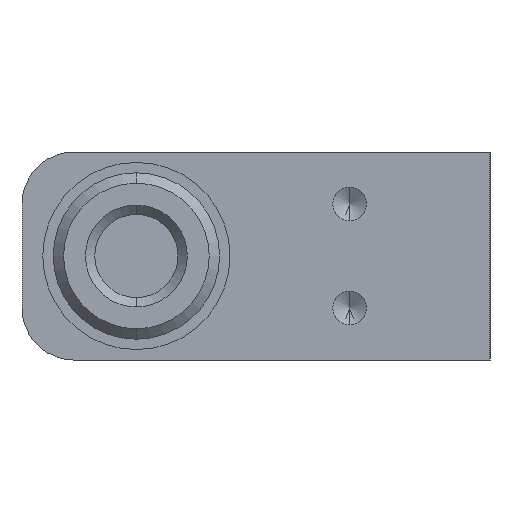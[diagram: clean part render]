
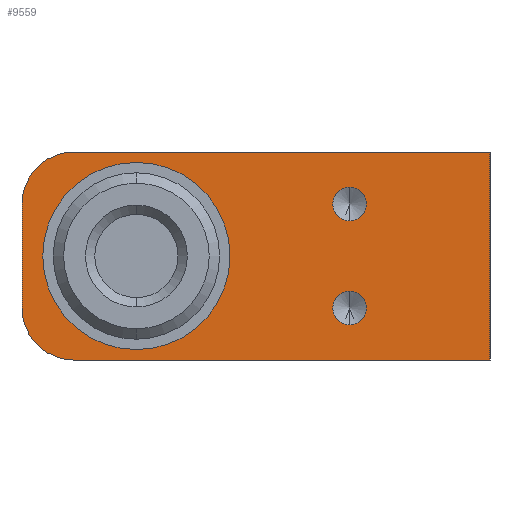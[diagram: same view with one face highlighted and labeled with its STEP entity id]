
A CAD part, left-side view. The second image highlights one B-rep face of the part: STEP entity #9559.
In plain terms, the highlighted planar face has unit normal (-1, 0, 0).
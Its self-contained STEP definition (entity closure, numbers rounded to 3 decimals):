
#3479=VERTEX_POINT('',#10308);
#3937=VERTEX_POINT('',#10825);
#3945=EDGE_CURVE('',#3937,#4553,#10833,.T.);
#4091=VERTEX_POINT('',#10995);
#4207=EDGE_CURVE('',#4553,#3937,#11127,.T.);
#4553=VERTEX_POINT('',#11503);
#4991=VERTEX_POINT('',#11977);
#5001=EDGE_CURVE('',#7995,#8127,#11990,.T.);
#5459=EDGE_CURVE('',#4091,#8941,#12482,.T.);
#5553=VERTEX_POINT('',#12590);
#5695=EDGE_CURVE('',#5553,#3479,#12743,.T.);
#6201=EDGE_CURVE('',#6459,#8749,#13301,.T.);
#6459=VERTEX_POINT('',#13605);
#7299=EDGE_CURVE('',#4991,#4091,#14506,.T.);
#7631=EDGE_CURVE('',#8941,#6459,#14883,.T.);
#7889=EDGE_CURVE('',#9265,#4991,#15169,.T.);
#7995=VERTEX_POINT('',#15287);
#8127=VERTEX_POINT('',#15443);
#8533=EDGE_CURVE('',#8127,#7995,#15885,.T.);
#8619=EDGE_CURVE('',#3479,#5553,#15984,.T.);
#8749=VERTEX_POINT('',#16127);
#8941=VERTEX_POINT('',#16332);
#9265=VERTEX_POINT('',#16687);
#9447=EDGE_CURVE('',#8749,#9265,#16887,.T.);
#9559=ADVANCED_FACE('',(#17011,#17012,#17013,#17014),#17015,.T.);
#10308=CARTESIAN_POINT('',(-158.0,-20.5,6.62));
#10825=CARTESIAN_POINT('',(-158.0,-20.5,13.38));
#10833=CIRCLE('',#18576,1.62);
#10995=CARTESIAN_POINT('',(-158.0,11.0,15.0));
#11127=CIRCLE('',#18972,1.62);
#11503=CARTESIAN_POINT('',(-158.0,-20.5,16.62));
#11977=CARTESIAN_POINT('',(-158.0,6.0,20.0));
#11990=CIRCLE('',#20141,9.0);
#12482=LINE('',#20842,#20843);
#12590=CARTESIAN_POINT('',(-158.0,-20.5,3.38));
#12743=CIRCLE('',#21188,1.62);
#13301=LINE('',#21992,#21993);
#13605=CARTESIAN_POINT('',(-158.0,6.0,0.0));
#14506=CIRCLE('',#23711,5.0);
#14883=CIRCLE('',#24245,5.0);
#15169=LINE('',#24643,#24644);
#15287=CARTESIAN_POINT('',(-158.0,0.0,1.0));
#15443=CARTESIAN_POINT('',(-158.0,0.,19.0));
#15885=CIRCLE('',#25621,9.0);
#15984=CIRCLE('',#25759,1.62);
#16127=CARTESIAN_POINT('',(-158.0,-34.0,0.0));
#16332=CARTESIAN_POINT('',(-158.0,11.0,5.0));
#16687=CARTESIAN_POINT('',(-158.0,-34.0,20.0));
#16887=LINE('',#27069,#27070);
#17011=FACE_BOUND('',#27247,.T.);
#17012=FACE_BOUND('',#27248,.T.);
#17013=FACE_BOUND('',#27249,.T.);
#17014=FACE_OUTER_BOUND('',#27250,.T.);
#17015=PLANE('',#27251);
#18576=AXIS2_PLACEMENT_3D('',#29062,#29063,#29064);
#18972=AXIS2_PLACEMENT_3D('',#29393,#29394,#29395);
#20141=AXIS2_PLACEMENT_3D('',#30263,#30264,#30265);
#20842=CARTESIAN_POINT('',(-158.0,11.0,15.0));
#20843=VECTOR('',#30826,1.0);
#21188=AXIS2_PLACEMENT_3D('',#31130,#31131,#31132);
#21992=CARTESIAN_POINT('',(-158.0,6.0,0.0));
#21993=VECTOR('',#31761,1.0);
#23711=AXIS2_PLACEMENT_3D('',#33045,#33046,#33047);
#24245=AXIS2_PLACEMENT_3D('',#33527,#33528,#33529);
#24643=CARTESIAN_POINT('',(-158.0,-34.0,20.0));
#24644=VECTOR('',#33866,1.0);
#25621=AXIS2_PLACEMENT_3D('',#34841,#34842,#34843);
#25759=AXIS2_PLACEMENT_3D('',#34978,#34979,#34980);
#27069=CARTESIAN_POINT('',(-158.0,-34.0,0.0));
#27070=VECTOR('',#35978,1.0);
#27247=EDGE_LOOP('',(#36129,#36130));
#27248=EDGE_LOOP('',(#36131,#36132));
#27249=EDGE_LOOP('',(#36133,#36134));
#27250=EDGE_LOOP('',(#36135,#36136,#36137,#36138,#36139,#36140));
#27251=AXIS2_PLACEMENT_3D('',#36141,#36142,#36143);
#29062=CARTESIAN_POINT('',(-158.0,-20.5,15.0));
#29063=DIRECTION('',(1.0,-0.0,0.0));
#29064=DIRECTION('',(0.0,0.0,-1.0));
#29393=CARTESIAN_POINT('',(-158.0,-20.5,15.0));
#29394=DIRECTION('',(1.0,-0.0,0.0));
#29395=DIRECTION('',(0.0,0.0,-1.0));
#30263=CARTESIAN_POINT('',(-158.0,0.0,10.0));
#30264=DIRECTION('',(1.0,-0.0,0.0));
#30265=DIRECTION('',(0.0,0.0,-1.0));
#30826=DIRECTION('',(0.0,0.0,-1.0));
#31130=CARTESIAN_POINT('',(-158.0,-20.5,5.0));
#31131=DIRECTION('',(1.0,-0.0,0.0));
#31132=DIRECTION('',(0.0,0.0,-1.0));
#31761=DIRECTION('',(0.0,-1.0,0.0));
#33045=CARTESIAN_POINT('',(-158.0,6.0,15.0));
#33046=DIRECTION('',(-1.0,0.0,0.0));
#33047=DIRECTION('',(0.0,0.,1.0));
#33527=CARTESIAN_POINT('',(-158.0,6.0,5.0));
#33528=DIRECTION('',(-1.0,0.0,0.0));
#33529=DIRECTION('',(0.0,1.0,0.));
#33866=DIRECTION('',(0.0,1.0,0.0));
#34841=CARTESIAN_POINT('',(-158.0,0.0,10.0));
#34842=DIRECTION('',(1.0,-0.0,0.0));
#34843=DIRECTION('',(0.0,0.0,-1.0));
#34978=CARTESIAN_POINT('',(-158.0,-20.5,5.0));
#34979=DIRECTION('',(1.0,-0.0,0.0));
#34980=DIRECTION('',(0.0,0.0,-1.0));
#35978=DIRECTION('',(0.0,0.0,1.0));
#36129=ORIENTED_EDGE('',*,*,#5001,.T.);
#36130=ORIENTED_EDGE('',*,*,#8533,.T.);
#36131=ORIENTED_EDGE('',*,*,#3945,.T.);
#36132=ORIENTED_EDGE('',*,*,#4207,.T.);
#36133=ORIENTED_EDGE('',*,*,#5695,.T.);
#36134=ORIENTED_EDGE('',*,*,#8619,.T.);
#36135=ORIENTED_EDGE('',*,*,#7889,.T.);
#36136=ORIENTED_EDGE('',*,*,#7299,.T.);
#36137=ORIENTED_EDGE('',*,*,#5459,.T.);
#36138=ORIENTED_EDGE('',*,*,#7631,.T.);
#36139=ORIENTED_EDGE('',*,*,#6201,.T.);
#36140=ORIENTED_EDGE('',*,*,#9447,.T.);
#36141=CARTESIAN_POINT('',(-158.0,-12.305,10.0));
#36142=DIRECTION('',(-1.0,0.0,0.0));
#36143=DIRECTION('',(0.0,1.0,0.0));
